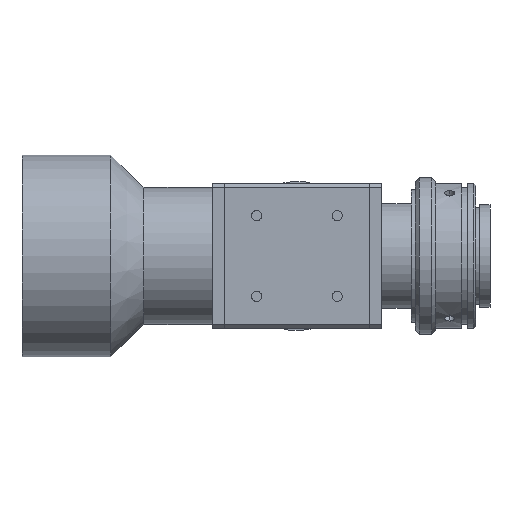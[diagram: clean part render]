
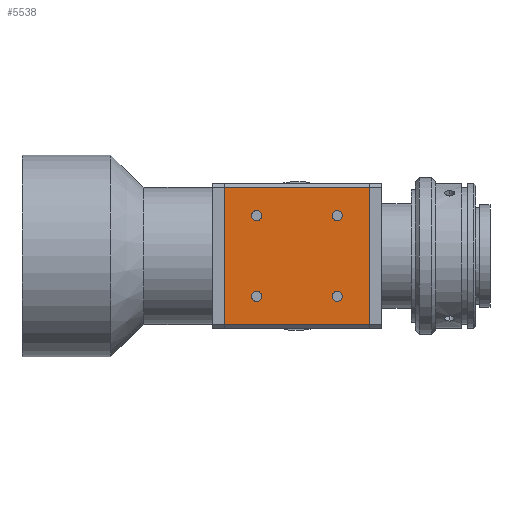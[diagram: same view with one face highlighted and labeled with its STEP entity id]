
A CAD part, front view. The second image highlights one B-rep face of the part: STEP entity #5538.
In plain terms, the highlighted planar face has unit normal (0, -1, 0).
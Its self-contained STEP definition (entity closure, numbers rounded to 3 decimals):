
#116 = DIRECTION ( 'NONE',  ( 0., 0., -1. ) ) ;
#145 = FACE_OUTER_BOUND ( 'NONE', #6353, .T. ) ;
#188 = EDGE_LOOP ( 'NONE', ( #2640, #8383 ) ) ;
#195 = CARTESIAN_POINT ( 'NONE',  ( 86.23, -18., 17. ) ) ;
#318 = CARTESIAN_POINT ( 'NONE',  ( 78.23, -18., -8.75 ) ) ;
#435 = CARTESIAN_POINT ( 'NONE',  ( 78.23, -18., -10. ) ) ;
#566 = VERTEX_POINT ( 'NONE', #3203 ) ;
#746 = DIRECTION ( 'NONE',  ( 0., -1., 0. ) ) ;
#796 = CARTESIAN_POINT ( 'NONE',  ( 78.23, -18., 11.25 ) ) ;
#804 = VERTEX_POINT ( 'NONE', #318 ) ;
#805 = VECTOR ( 'NONE', #4323, 1000. ) ;
#892 = ORIENTED_EDGE ( 'NONE', *, *, #2346, .F. ) ;
#1007 = LINE ( 'NONE', #1122, #805 ) ;
#1025 = VERTEX_POINT ( 'NONE', #8375 ) ;
#1084 = ORIENTED_EDGE ( 'NONE', *, *, #3617, .F. ) ;
#1094 = VERTEX_POINT ( 'NONE', #7081 ) ;
#1102 = DIRECTION ( 'NONE',  ( 0., 0., -1. ) ) ;
#1122 = CARTESIAN_POINT ( 'NONE',  ( 86.23, -18., 18. ) ) ;
#1172 = VERTEX_POINT ( 'NONE', #2666 ) ;
#1363 = VERTEX_POINT ( 'NONE', #796 ) ;
#1585 = EDGE_CURVE ( 'NONE', #6751, #4177, #1007, .T. ) ;
#1642 = CARTESIAN_POINT ( 'NONE',  ( 50.23, -18., 17. ) ) ;
#1845 = CARTESIAN_POINT ( 'NONE',  ( 78.23, -18., -10. ) ) ;
#1989 = CARTESIAN_POINT ( 'NONE',  ( 86.23, -18., 18. ) ) ;
#2073 = DIRECTION ( 'NONE',  ( 0., -1., 0. ) ) ;
#2243 = VERTEX_POINT ( 'NONE', #5281 ) ;
#2255 = CARTESIAN_POINT ( 'NONE',  ( 78.23, -18., 10. ) ) ;
#2346 = EDGE_CURVE ( 'NONE', #2243, #1025, #5822, .T. ) ;
#2354 = CARTESIAN_POINT ( 'NONE',  ( 86.23, -18., -17. ) ) ;
#2382 = EDGE_CURVE ( 'NONE', #6751, #1094, #5410, .T. ) ;
#2423 = ORIENTED_EDGE ( 'NONE', *, *, #5620, .F. ) ;
#2469 = CARTESIAN_POINT ( 'NONE',  ( 78.23, -18., -11.25 ) ) ;
#2508 = DIRECTION ( 'NONE',  ( 0., 0., -1. ) ) ;
#2530 = ORIENTED_EDGE ( 'NONE', *, *, #5860, .F. ) ;
#2560 = VERTEX_POINT ( 'NONE', #2469 ) ;
#2615 = AXIS2_PLACEMENT_3D ( 'NONE', #5933, #2073, #6568 ) ;
#2640 = ORIENTED_EDGE ( 'NONE', *, *, #6892, .F. ) ;
#2666 = CARTESIAN_POINT ( 'NONE',  ( 58.23, -18., -8.75 ) ) ;
#2670 = AXIS2_PLACEMENT_3D ( 'NONE', #2255, #6766, #2896 ) ;
#2735 = EDGE_CURVE ( 'NONE', #1025, #2243, #3200, .T. ) ;
#2896 = DIRECTION ( 'NONE',  ( 0., 0., -1. ) ) ;
#3032 = DIRECTION ( 'NONE',  ( 0., -1., 0. ) ) ;
#3104 = CARTESIAN_POINT ( 'NONE',  ( 58.23, -18., -11.25 ) ) ;
#3200 = CIRCLE ( 'NONE', #7679, 1.25 ) ;
#3203 = CARTESIAN_POINT ( 'NONE',  ( 78.23, -18., 8.75 ) ) ;
#3266 = DIRECTION ( 'NONE',  ( 0., 1., 0. ) ) ;
#3500 = EDGE_LOOP ( 'NONE', ( #892, #4121 ) ) ;
#3517 = EDGE_CURVE ( 'NONE', #1094, #5541, #4588, .T. ) ;
#3524 = DIRECTION ( 'NONE',  ( 0., -1., 0. ) ) ;
#3556 = AXIS2_PLACEMENT_3D ( 'NONE', #1989, #3266, #7803 ) ;
#3584 = FACE_BOUND ( 'NONE', #3500, .T. ) ;
#3617 = EDGE_CURVE ( 'NONE', #804, #2560, #7235, .T. ) ;
#3634 = DIRECTION ( 'NONE',  ( 0., 0., -1. ) ) ;
#3672 = ORIENTED_EDGE ( 'NONE', *, *, #1585, .F. ) ;
#3826 = AXIS2_PLACEMENT_3D ( 'NONE', #435, #4957, #1102 ) ;
#3936 = ORIENTED_EDGE ( 'NONE', *, *, #2382, .T. ) ;
#3965 = EDGE_LOOP ( 'NONE', ( #2530, #1084 ) ) ;
#3986 = DIRECTION ( 'NONE',  ( 0., -1., 0. ) ) ;
#4042 = AXIS2_PLACEMENT_3D ( 'NONE', #6889, #3032, #7561 ) ;
#4121 = ORIENTED_EDGE ( 'NONE', *, *, #2735, .F. ) ;
#4177 = VERTEX_POINT ( 'NONE', #5083 ) ;
#4208 = ORIENTED_EDGE ( 'NONE', *, *, #3517, .T. ) ;
#4270 = DIRECTION ( 'NONE',  ( 1., 0., 0. ) ) ;
#4291 = VECTOR ( 'NONE', #4270, 1000. ) ;
#4323 = DIRECTION ( 'NONE',  ( 0., 0., -1. ) ) ;
#4340 = AXIS2_PLACEMENT_3D ( 'NONE', #7409, #3524, #8056 ) ;
#4588 = LINE ( 'NONE', #4912, #6719 ) ;
#4605 = CARTESIAN_POINT ( 'NONE',  ( 58.23, -18., 10. ) ) ;
#4703 = CIRCLE ( 'NONE', #5275, 1.25 ) ;
#4912 = CARTESIAN_POINT ( 'NONE',  ( 50.23, -18., 18. ) ) ;
#4957 = DIRECTION ( 'NONE',  ( 0., -1., 0. ) ) ;
#5056 = EDGE_CURVE ( 'NONE', #1172, #8181, #5109, .T. ) ;
#5083 = CARTESIAN_POINT ( 'NONE',  ( 86.23, -18., -17. ) ) ;
#5098 = FACE_BOUND ( 'NONE', #188, .T. ) ;
#5109 = CIRCLE ( 'NONE', #2615, 1.25 ) ;
#5173 = CARTESIAN_POINT ( 'NONE',  ( 50.23, -18., -17. ) ) ;
#5248 = DIRECTION ( 'NONE',  ( 0., 0., -1. ) ) ;
#5261 = AXIS2_PLACEMENT_3D ( 'NONE', #1845, #6351, #2508 ) ;
#5275 = AXIS2_PLACEMENT_3D ( 'NONE', #7892, #3986, #116 ) ;
#5281 = CARTESIAN_POINT ( 'NONE',  ( 58.23, -18., 8.75 ) ) ;
#5410 = LINE ( 'NONE', #1642, #6951 ) ;
#5519 = ORIENTED_EDGE ( 'NONE', *, *, #8030, .T. ) ;
#5538 = ADVANCED_FACE ( 'NONE', ( #3584, #7038, #6829, #5098, #145 ), #7155, .F. ) ;
#5541 = VERTEX_POINT ( 'NONE', #5173 ) ;
#5620 = EDGE_CURVE ( 'NONE', #566, #1363, #4703, .T. ) ;
#5822 = CIRCLE ( 'NONE', #4340, 1.25 ) ;
#5860 = EDGE_CURVE ( 'NONE', #2560, #804, #6510, .T. ) ;
#5933 = CARTESIAN_POINT ( 'NONE',  ( 58.23, -18., -10. ) ) ;
#6118 = DIRECTION ( 'NONE',  ( -1., 0., 0. ) ) ;
#6318 = EDGE_CURVE ( 'NONE', #1363, #566, #8234, .T. ) ;
#6351 = DIRECTION ( 'NONE',  ( 0., -1., 0. ) ) ;
#6353 = EDGE_LOOP ( 'NONE', ( #3672, #3936, #4208, #5519 ) ) ;
#6510 = CIRCLE ( 'NONE', #3826, 1.25 ) ;
#6568 = DIRECTION ( 'NONE',  ( 0., 0., -1. ) ) ;
#6719 = VECTOR ( 'NONE', #3634, 1000. ) ;
#6751 = VERTEX_POINT ( 'NONE', #195 ) ;
#6766 = DIRECTION ( 'NONE',  ( 0., -1., 0. ) ) ;
#6829 = FACE_BOUND ( 'NONE', #3965, .T. ) ;
#6889 = CARTESIAN_POINT ( 'NONE',  ( 58.23, -18., -10. ) ) ;
#6892 = EDGE_CURVE ( 'NONE', #8181, #1172, #7220, .T. ) ;
#6951 = VECTOR ( 'NONE', #6118, 1000. ) ;
#7038 = FACE_BOUND ( 'NONE', #7544, .T. ) ;
#7078 = ORIENTED_EDGE ( 'NONE', *, *, #6318, .F. ) ;
#7081 = CARTESIAN_POINT ( 'NONE',  ( 50.23, -18., 17. ) ) ;
#7155 = PLANE ( 'NONE',  #3556 ) ;
#7220 = CIRCLE ( 'NONE', #4042, 1.25 ) ;
#7235 = CIRCLE ( 'NONE', #5261, 1.25 ) ;
#7409 = CARTESIAN_POINT ( 'NONE',  ( 58.23, -18., 10. ) ) ;
#7544 = EDGE_LOOP ( 'NONE', ( #2423, #7078 ) ) ;
#7561 = DIRECTION ( 'NONE',  ( 0., 0., -1. ) ) ;
#7679 = AXIS2_PLACEMENT_3D ( 'NONE', #4605, #746, #5248 ) ;
#7754 = LINE ( 'NONE', #2354, #4291 ) ;
#7803 = DIRECTION ( 'NONE',  ( -1., 0., 0. ) ) ;
#7892 = CARTESIAN_POINT ( 'NONE',  ( 78.23, -18., 10. ) ) ;
#8030 = EDGE_CURVE ( 'NONE', #5541, #4177, #7754, .T. ) ;
#8056 = DIRECTION ( 'NONE',  ( 0., 0., -1. ) ) ;
#8181 = VERTEX_POINT ( 'NONE', #3104 ) ;
#8234 = CIRCLE ( 'NONE', #2670, 1.25 ) ;
#8375 = CARTESIAN_POINT ( 'NONE',  ( 58.23, -18., 11.25 ) ) ;
#8383 = ORIENTED_EDGE ( 'NONE', *, *, #5056, .F. ) ;
